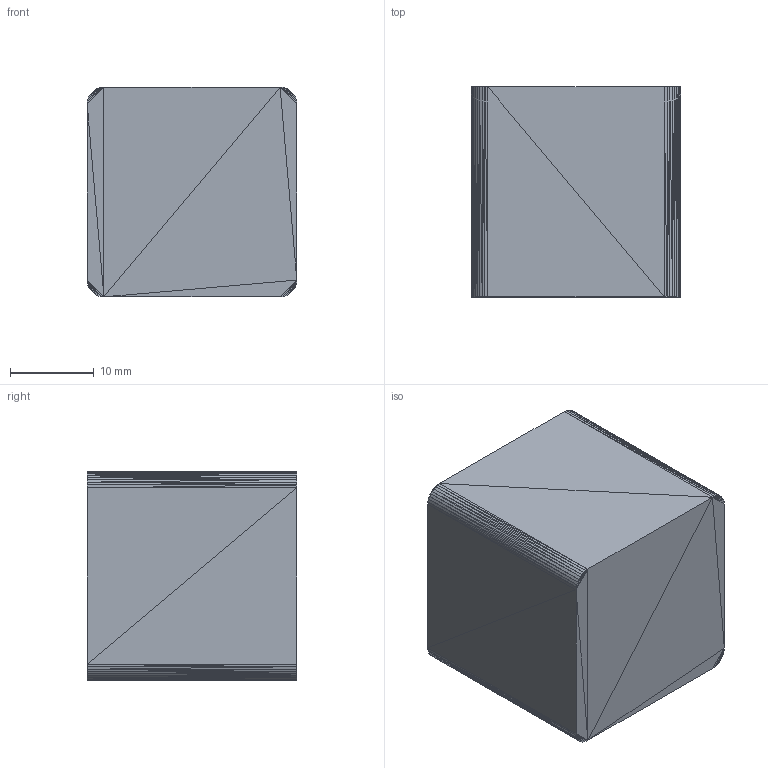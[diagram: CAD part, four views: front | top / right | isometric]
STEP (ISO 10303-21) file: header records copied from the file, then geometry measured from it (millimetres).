
FILE_DESCRIPTION((''),'2;1');
FILE_NAME('goki_block_1', '2025-12-04T15:11:01', (''), (''), 'ImageToStl.com STEP Converter','', '');
FILE_SCHEMA(('AUTOMOTIVE_DESIGN_CC2'));
Length unit declared in the file: metre
Products named in the file (1): product0
Bounding box: 25 x 25 x 25 mm (x, y, z)
Surface area: 3656.8 mm2 (no closed solid volume)
Topology: 0 solids, 160 shells, 160 faces, 480 edges, 82 vertices
Faces by surface type: plane 160
Entity records: 3712 total; most frequent: DIRECTION 802, ORIENTED_EDGE 480, EDGE_CURVE 480, LINE 480, VECTOR 480, AXIS2_PLACEMENT_3D 161, FACE_SURFACE 160, PLANE 160
